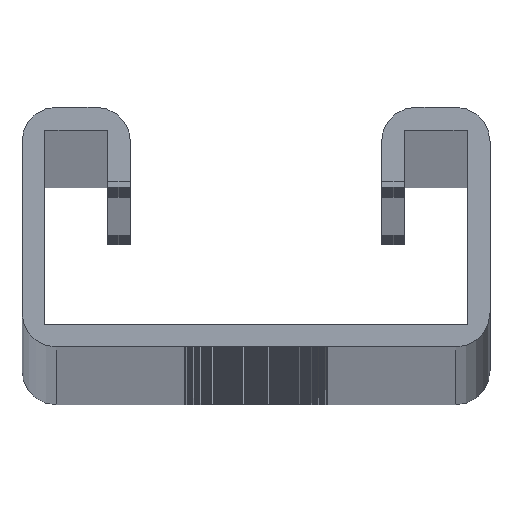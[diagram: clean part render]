
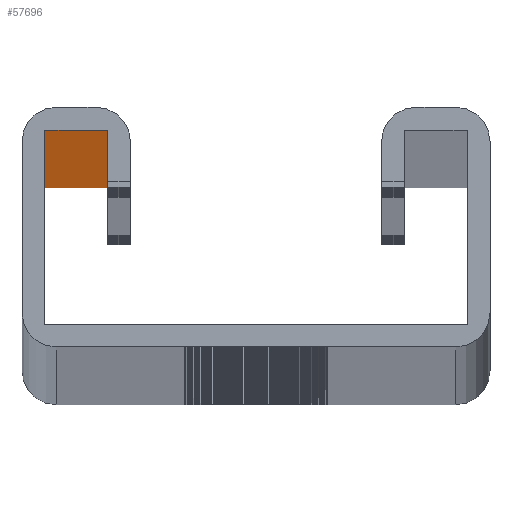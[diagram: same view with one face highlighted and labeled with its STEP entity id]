
A CAD part, top view. The second image highlights one B-rep face of the part: STEP entity #57696.
In plain terms, the highlighted planar face has unit normal (0, -1, 0).
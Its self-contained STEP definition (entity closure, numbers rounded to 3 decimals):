
#859 = CARTESIAN_POINT ( 'NONE',  ( -18.5, 19., -1450. ) ) ;
#2764 = CARTESIAN_POINT ( 'NONE',  ( -13., 19., -1450. ) ) ;
#3934 = EDGE_CURVE ( 'NONE', #53640, #60818, #34926, .T. ) ;
#5640 = ORIENTED_EDGE ( 'NONE', *, *, #56407, .T. ) ;
#10267 = DIRECTION ( 'NONE',  ( 0., 0., -1. ) ) ;
#11860 = VECTOR ( 'NONE', #10267, 1000. ) ;
#12572 = LINE ( 'NONE', #859, #11860 ) ;
#12652 = PLANE ( 'NONE',  #54548 ) ;
#14636 = LINE ( 'NONE', #40264, #56302 ) ;
#14644 = VERTEX_POINT ( 'NONE', #31841 ) ;
#14713 = DIRECTION ( 'NONE',  ( 1., 0., 0. ) ) ;
#16021 = VERTEX_POINT ( 'NONE', #42095 ) ;
#21767 = ORIENTED_EDGE ( 'NONE', *, *, #33187, .F. ) ;
#21824 = DIRECTION ( 'NONE',  ( 0., 0., -1. ) ) ;
#24608 = LINE ( 'NONE', #2764, #56545 ) ;
#31841 = CARTESIAN_POINT ( 'NONE',  ( -18.5, 19., -2900. ) ) ;
#33187 = EDGE_CURVE ( 'NONE', #60818, #16021, #24608, .T. ) ;
#34926 = LINE ( 'NONE', #38386, #43113 ) ;
#38386 = CARTESIAN_POINT ( 'NONE',  ( 0., 19., 0. ) ) ;
#39999 = FACE_OUTER_BOUND ( 'NONE', #58384, .T. ) ;
#40264 = CARTESIAN_POINT ( 'NONE',  ( -20.5, 19., -2900. ) ) ;
#40900 = CARTESIAN_POINT ( 'NONE',  ( -18.5, 19., 0. ) ) ;
#40965 = ORIENTED_EDGE ( 'NONE', *, *, #45967, .T. ) ;
#42095 = CARTESIAN_POINT ( 'NONE',  ( -13., 19., -2900. ) ) ;
#43113 = VECTOR ( 'NONE', #14713, 1000. ) ;
#43524 = CARTESIAN_POINT ( 'NONE',  ( -13., 19., 0. ) ) ;
#45924 = DIRECTION ( 'NONE',  ( 0., -1., 0. ) ) ;
#45967 = EDGE_CURVE ( 'NONE', #53640, #14644, #12572, .T. ) ;
#48147 = ORIENTED_EDGE ( 'NONE', *, *, #3934, .F. ) ;
#50256 = CARTESIAN_POINT ( 'NONE',  ( -20.5, 19., -1450. ) ) ;
#50597 = DIRECTION ( 'NONE',  ( 0., 0., -1. ) ) ;
#53640 = VERTEX_POINT ( 'NONE', #40900 ) ;
#54149 = DIRECTION ( 'NONE',  ( 1., 0., 0. ) ) ;
#54548 = AXIS2_PLACEMENT_3D ( 'NONE', #50256, #45924, #21824 ) ;
#56302 = VECTOR ( 'NONE', #54149, 1000. ) ;
#56407 = EDGE_CURVE ( 'NONE', #14644, #16021, #14636, .T. ) ;
#56545 = VECTOR ( 'NONE', #50597, 1000. ) ;
#57696 = ADVANCED_FACE ( 'NONE', ( #39999 ), #12652, .T. ) ;
#58384 = EDGE_LOOP ( 'NONE', ( #48147, #40965, #5640, #21767 ) ) ;
#60818 = VERTEX_POINT ( 'NONE', #43524 ) ;
